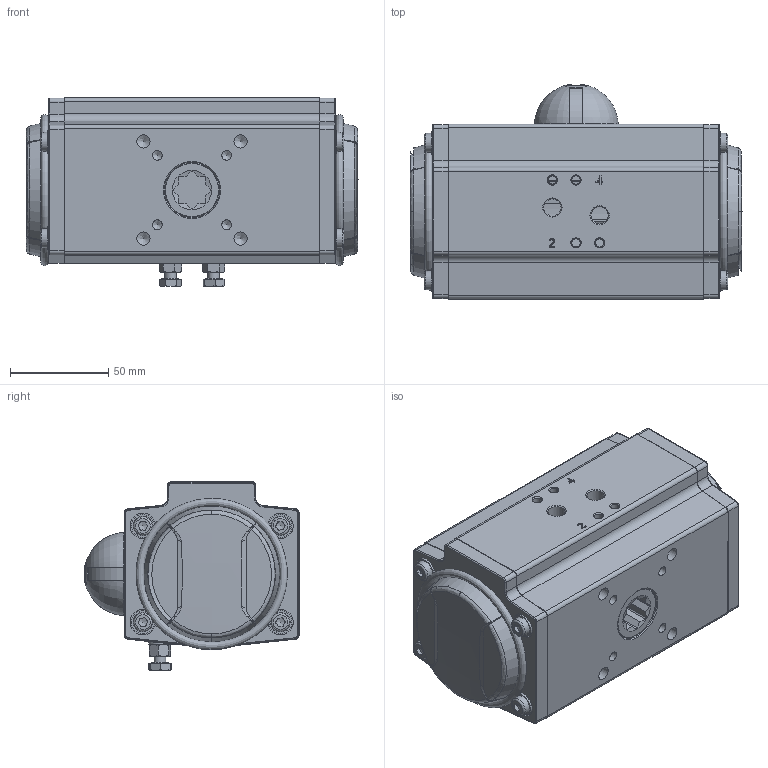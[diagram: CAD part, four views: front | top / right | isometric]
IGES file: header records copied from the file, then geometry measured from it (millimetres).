
Global section: file name: GTEA-065 actuator - 3D Solid model drawings for CAD systems.igs; native system: By Siemens PLM Incorporated; preprocessor: XPlus GENERIC/IGES 26.1.183; author: Xiaofan Zhang; organization: Rotork; date: 20260211.090914; units: millimetre
Bounding box: 168.98 x 109 x 96 mm (x, y, z)
Surface area: 96601.8 mm2 (no closed solid volume)
Topology: 0 solids, 0 shells, 503 faces, 2638 edges, 2523 vertices
Faces by surface type: revolution 276, extrusion 215, bspline 12
